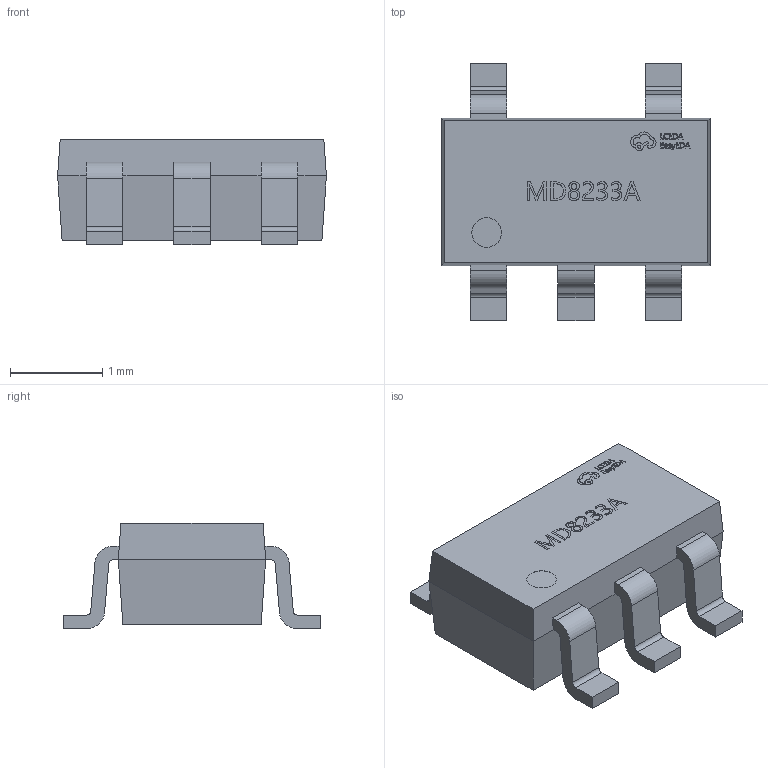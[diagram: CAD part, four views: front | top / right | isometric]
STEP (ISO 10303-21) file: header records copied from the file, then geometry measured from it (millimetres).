
FILE_DESCRIPTION (( 'STEP AP214' ), '1' );
FILE_NAME ('SOT-23-5_L2.9-W1.6-P0.95-LS2.8-BL.step', '2022-07-26T11:05:26', ( '' ), ( '' ), 'SwSTEP 2.0', 'SolidWorks 2020', '' );
FILE_SCHEMA (( 'AUTOMOTIVE_DESIGN' ));
Length unit declared in the file: millimetre
Products named in the file (1): SOT-23-5_L2.9-W1.6-P0.95-LS2.8-BL
Bounding box: 2.92 x 2.8 x 1.15 mm (x, y, z)
Volume: 5.3 mm3; surface area: 25.2 mm2
Topology: 14 solids, 14 shells, 490 faces, 1315 edges, 872 vertices
Faces by surface type: plane 296, bspline 172, cylinder 22
Entity records: 25112 total; most frequent: CARTESIAN_POINT 8426, ORIENTED_EDGE 2630, DIRECTION 1649, EDGE_CURVE 1315, LINE 923, VECTOR 923, VERTEX_POINT 872, EDGE_LOOP 521
